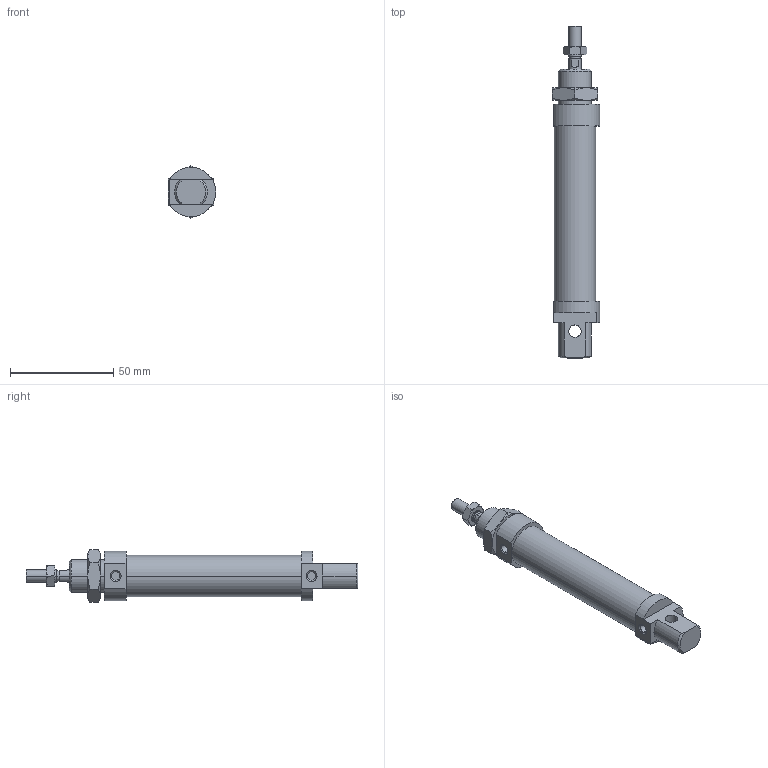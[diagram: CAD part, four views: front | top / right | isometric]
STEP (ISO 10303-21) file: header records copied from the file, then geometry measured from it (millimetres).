
FILE_DESCRIPTION((''),'2;1');
FILE_NAME('1260_16_0050.stp','2003-04-02T14:59:08',('maffial1'),(''),'Autodesk Inventor (R) 6.0','Autodesk Inventor (R) 6.0','');
FILE_SCHEMA(('AUTOMOTIVE_DESIGN { 1 0 10303 214 1 1 1 1 }'));
Length unit declared in the file: millimetre
Products named in the file (5): 1260_16_0050; S1260_16_50; 1200_16_05; 1200_16_06; C1260_16_50
Assembly tree (4 placements, depth 2):
  1260_16_0050
    S1260_16_50
    1200_16_05
    1200_16_06
    C1260_16_50
Bounding box: 23 x 161 x 25.4 mm (x, y, z)
Volume: 43148.6 mm3; surface area: 14780.9 mm2
Topology: 4 solids, 4 shells, 121 faces, 268 edges, 162 vertices
Faces by surface type: cone 40, plane 39, cylinder 22, bspline 20
Entity records: 3651 total; most frequent: CARTESIAN_POINT 976, DIRECTION 554, ORIENTED_EDGE 536, EDGE_CURVE 268, AXIS2_PLACEMENT_3D 228, VERTEX_POINT 162, EDGE_LOOP 134, FACE_OUTER_BOUND 121
